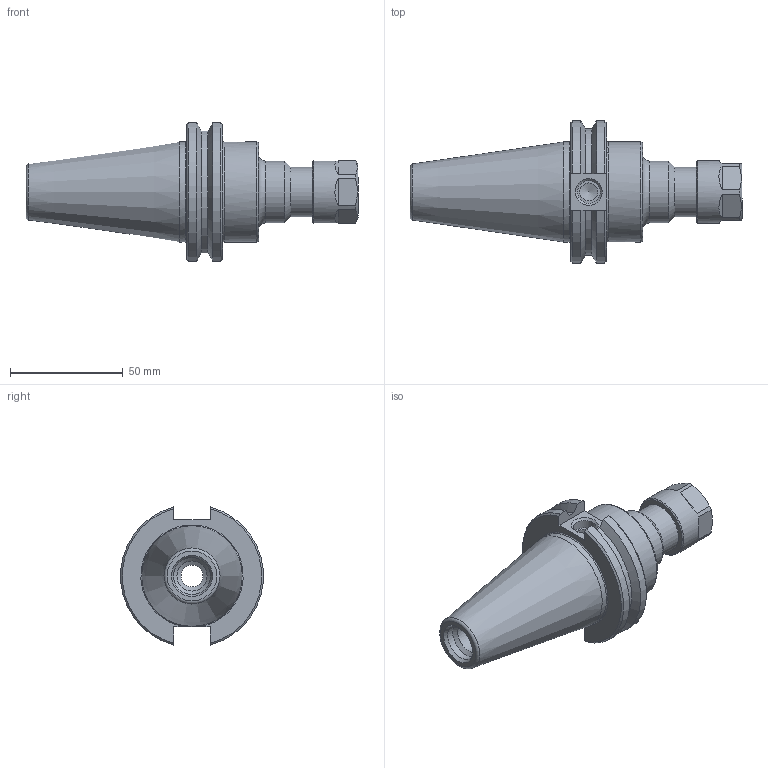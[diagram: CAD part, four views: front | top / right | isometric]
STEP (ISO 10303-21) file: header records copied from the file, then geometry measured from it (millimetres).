
FILE_DESCRIPTION(/* description */ (''),/* implementation_level */ '2;1');
FILE_NAME(/* name */ 'C40-16ERP312.stp',/* time_stamp */ '2020-10-13T11:39:16-04:00',/* author */ ('dalloco'),/* organization */ (''),/* preprocessor_version */ 'ST-DEVELOPER v16.13',/* originating_system */ 'Autodesk Inventor 2018',/* authorisation */ '');
FILE_SCHEMA (('AUTOMOTIVE_DESIGN { 1 0 10303 214 3 1 1 }'));
Length unit declared in the file: inch
Products named in the file (3): C40-16ERP312; C40-16ER3-1; 16ERHPN
Assembly tree (2 placements, depth 2):
  C40-16ERP312
    C40-16ER3-1
    16ERHPN
Bounding box: 147.51 x 63.26 x 61.38 mm (x, y, z)
Volume: 142757.1 mm3; surface area: 30595.7 mm2
Topology: 3 solids, 3 shells, 95 faces, 220 edges, 138 vertices
Faces by surface type: plane 33, cone 26, cylinder 26, torus 10
Full cylindrical faces by diameter (mm): 8.001 x1, 9.728 x1, 10.135 x1, 11.176 x1, 12.04 x1, 13.386 x1, 16.002 x1, 16.459 x1, 17.01 x1, 17.112 x1, 17.272 x1, 20.066 x1, 20.168 x1, 20.676 x1, 22 x1, 22.428 x1, 27.432 x1, 27.737 x1, 44.45 x2
Entity records: 2531 total; most frequent: DIRECTION 442, CARTESIAN_POINT 435, ORIENTED_EDGE 322, AXIS2_PLACEMENT_3D 197, EDGE_CURVE 161, EDGE_LOOP 156, VERTEX_POINT 127, FACE_OUTER_BOUND 95
